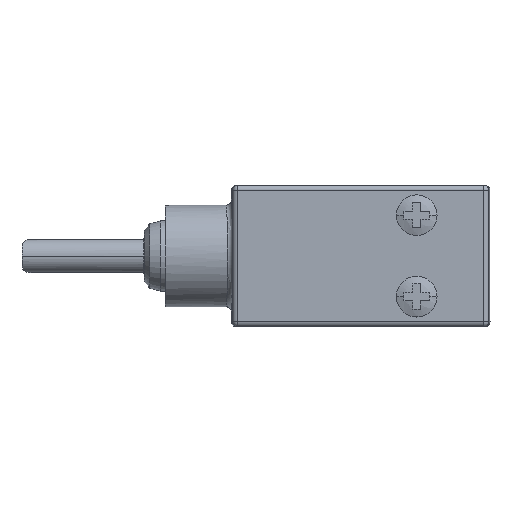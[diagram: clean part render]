
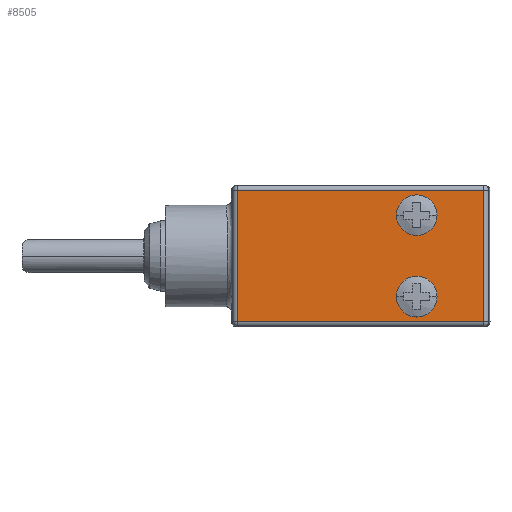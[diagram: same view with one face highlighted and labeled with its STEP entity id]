
A CAD part, top view. The second image highlights one B-rep face of the part: STEP entity #8505.
In plain terms, the highlighted planar face has unit normal (0, 0, 1).
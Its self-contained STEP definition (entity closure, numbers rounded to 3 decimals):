
#2387=DIRECTION('',(0.,1.,0.));
#2388=VECTOR('',#2387,12.9);
#2389=CARTESIAN_POINT('',(2.397,-6.45,2.9));
#2390=LINE('',#2389,#2388);
#2401=CARTESIAN_POINT('',(-4.2,4.,2.9));
#2402=DIRECTION('',(0.,0.,1.));
#2403=DIRECTION('',(0.,-1.,0.));
#2404=AXIS2_PLACEMENT_3D('',#2401,#2402,#2403);
#2409=CARTESIAN_POINT('',(-4.2,4.,2.9));
#2410=DIRECTION('',(0.,0.,1.));
#2411=DIRECTION('',(0.,1.,0.));
#2412=AXIS2_PLACEMENT_3D('',#2409,#2410,#2411);
#2417=CARTESIAN_POINT('',(-4.2,-4.,2.9));
#2418=DIRECTION('',(0.,0.,1.));
#2419=DIRECTION('',(0.,-1.,0.));
#2420=AXIS2_PLACEMENT_3D('',#2417,#2418,#2419);
#2425=CARTESIAN_POINT('',(-4.2,-4.,2.9));
#2426=DIRECTION('',(0.,0.,1.));
#2427=DIRECTION('',(0.,1.,0.));
#2428=AXIS2_PLACEMENT_3D('',#2425,#2426,#2427);
#2440=DIRECTION('',(0.,-1.,0.));
#2441=VECTOR('',#2440,12.9);
#2442=CARTESIAN_POINT('',(-21.797,6.45,2.9));
#2443=LINE('',#2442,#2441);
#6022=DIRECTION('',(-1.,0.,0.));
#6023=VECTOR('',#6022,24.194);
#6024=CARTESIAN_POINT('',(2.397,6.45,2.9));
#6025=LINE('',#6024,#6023);
#6582=DIRECTION('',(1.,0.,0.));
#6583=VECTOR('',#6582,24.194);
#6584=CARTESIAN_POINT('',(-21.797,-6.45,2.9));
#6585=LINE('',#6584,#6583);
#7775=CARTESIAN_POINT('',(-21.797,-6.45,2.9));
#7776=VERTEX_POINT('',#7775);
#7777=CARTESIAN_POINT('',(2.397,-6.45,2.9));
#7778=VERTEX_POINT('',#7777);
#7781=CARTESIAN_POINT('',(-21.797,6.45,2.9));
#7782=VERTEX_POINT('',#7781);
#7783=CARTESIAN_POINT('',(2.397,6.45,2.9));
#7784=VERTEX_POINT('',#7783);
#7785=CARTESIAN_POINT('',(-4.2,2.915,2.9));
#7786=CARTESIAN_POINT('',(-4.2,5.085,2.9));
#7787=VERTEX_POINT('',#7785);
#7788=VERTEX_POINT('',#7786);
#7789=CARTESIAN_POINT('',(-4.2,-5.085,2.9));
#7790=CARTESIAN_POINT('',(-4.2,-2.915,2.9));
#7791=VERTEX_POINT('',#7789);
#7792=VERTEX_POINT('',#7790);
#8479=CARTESIAN_POINT('',(3.,0.,2.9));
#8480=DIRECTION('',(0.,0.,-1.));
#8481=DIRECTION('',(0.,1.,0.));
#8482=AXIS2_PLACEMENT_3D('',#8479,#8480,#8481);
#8483=PLANE('',#8482);
#8485=ORIENTED_EDGE('',*,*,#8484,.F.);
#8487=ORIENTED_EDGE('',*,*,#8486,.F.);
#8488=ORIENTED_EDGE('',*,*,#8457,.F.);
#8490=ORIENTED_EDGE('',*,*,#8489,.F.);
#8491=EDGE_LOOP('',(#8485,#8487,#8488,#8490));
#8492=FACE_OUTER_BOUND('',#8491,.F.);
#8494=ORIENTED_EDGE('',*,*,#8493,.T.);
#8496=ORIENTED_EDGE('',*,*,#8495,.T.);
#8497=EDGE_LOOP('',(#8494,#8496));
#8498=FACE_BOUND('',#8497,.F.);
#8500=ORIENTED_EDGE('',*,*,#8499,.T.);
#8502=ORIENTED_EDGE('',*,*,#8501,.T.);
#8503=EDGE_LOOP('',(#8500,#8502));
#8504=FACE_BOUND('',#8503,.F.);
#8505=ADVANCED_FACE('',(#8492,#8498,#8504),#8483,.F.);
#2405=CIRCLE('',#2404,1.085);
#2413=CIRCLE('',#2412,1.085);
#2421=CIRCLE('',#2420,1.085);
#2429=CIRCLE('',#2428,1.085);
#8457=EDGE_CURVE('',#7778,#7784,#2390,.T.);
#8484=EDGE_CURVE('',#7782,#7776,#2443,.T.);
#8486=EDGE_CURVE('',#7784,#7782,#6025,.T.);
#8489=EDGE_CURVE('',#7776,#7778,#6585,.T.);
#8493=EDGE_CURVE('',#7787,#7788,#2405,.T.);
#8495=EDGE_CURVE('',#7788,#7787,#2413,.T.);
#8499=EDGE_CURVE('',#7791,#7792,#2421,.T.);
#8501=EDGE_CURVE('',#7792,#7791,#2429,.T.);
